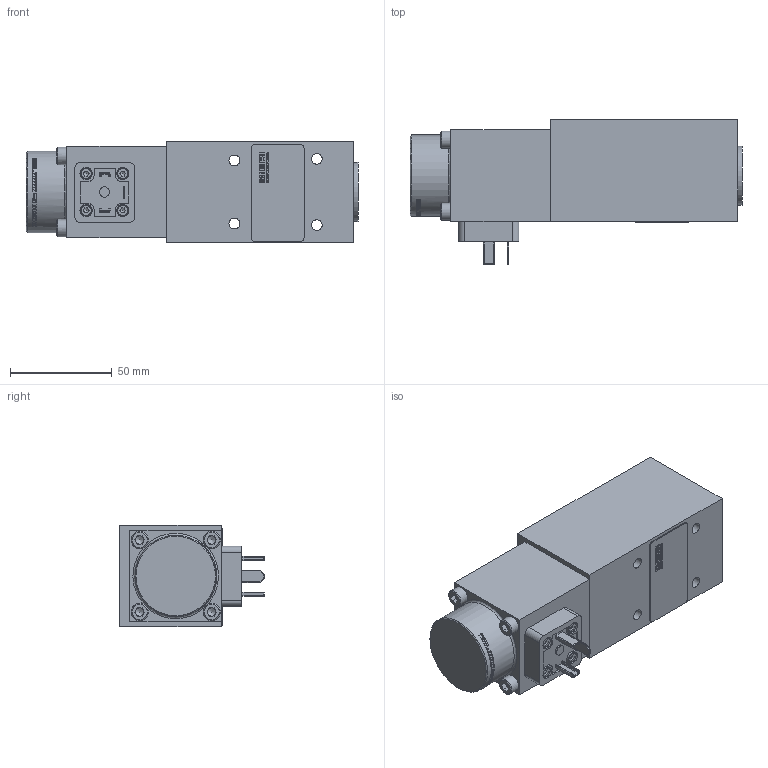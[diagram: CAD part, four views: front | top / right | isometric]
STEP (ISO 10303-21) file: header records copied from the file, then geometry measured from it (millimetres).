
FILE_DESCRIPTION (( 'STEP AP214' ), '1' );
FILE_NAME ('WV700-6-2_2_E2.STEP', '2022-02-01T12:51:08', ( '' ), ( '' ), 'SwSTEP 2.0', 'SolidWorks 2020', '' );
FILE_SCHEMA (( 'AUTOMOTIVE_DESIGN' ));
Length unit declared in the file: millimetre
Products named in the file (1): WV700-6-2_2_E2
Bounding box: 163 x 71 x 50 mm (x, y, z)
Volume: 359712.4 mm3; surface area: 42792.1 mm2
Topology: 1 solids, 1 shells, 946 faces, 2473 edges, 1601 vertices
Faces by surface type: plane 537, bspline 269, cylinder 114, cone 26
Full cylindrical faces by diameter (mm): 4.2 x4, 5 x1, 5.3 x4, 5.5 x4, 5.9 x1, 6 x4, 8.5 x4, 9.218 x1, 9.272 x1, 9.282 x1, 9.453 x1, 9.872 x1, 9.884 x1, 9.929 x1, 12.35 x4, 29 x1, 40 x1
Entity records: 50098 total; most frequent: CARTESIAN_POINT 18599, ORIENTED_EDGE 4706, DIRECTION 3569, EDGE_CURVE 2353, VERTEX_POINT 1563, VECTOR 1463, LINE 1463, EDGE_LOOP 1108
